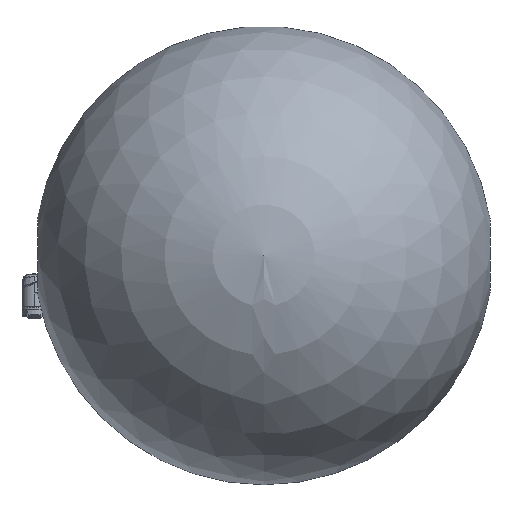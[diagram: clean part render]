
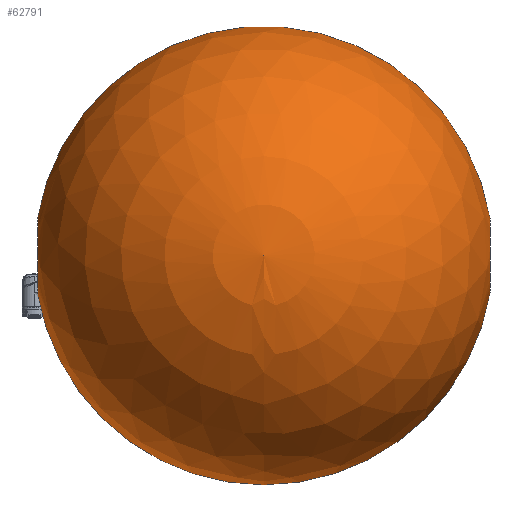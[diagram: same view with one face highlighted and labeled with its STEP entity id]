
A CAD part, left-side view. The second image highlights one B-rep face of the part: STEP entity #62791.
In plain terms, the highlighted spherical face has radius 1100 mm.
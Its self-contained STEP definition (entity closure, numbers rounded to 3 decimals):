
#2244 = CARTESIAN_POINT ( 'NONE',  ( 0., 1085.338, -179. ) ) ;
#9589 = AXIS2_PLACEMENT_3D ( 'NONE', #103966, #21212, #117344 ) ;
#10784 = EDGE_LOOP ( 'NONE', ( #113704, #161652, #94993, #14874 ) ) ;
#14874 = ORIENTED_EDGE ( 'NONE', *, *, #22257, .F. ) ;
#20056 = VERTEX_POINT ( 'NONE', #178833 ) ;
#21212 = DIRECTION ( 'NONE',  ( 0., 1., 0. ) ) ;
#21483 = CARTESIAN_POINT ( 'NONE',  ( 0., 0., 0. ) ) ;
#21652 = FACE_OUTER_BOUND ( 'NONE', #10784, .T. ) ;
#22257 = EDGE_CURVE ( 'NONE', #20056, #97205, #158338, .T. ) ;
#29154 = EDGE_CURVE ( 'NONE', #20056, #113549, #42800, .T. ) ;
#29902 = EDGE_CURVE ( 'NONE', #97205, #97902, #178789, .T. ) ;
#31190 = DIRECTION ( 'NONE',  ( 0., 1., 0. ) ) ;
#36712 = CIRCLE ( 'NONE', #36778, 1100. ) ;
#36778 = AXIS2_PLACEMENT_3D ( 'NONE', #21483, #77061, #88588 ) ;
#42800 = CIRCLE ( 'NONE', #130153, 179. ) ;
#58446 = SPHERICAL_SURFACE ( 'NONE', #138403, 1100. ) ;
#62791 = ADVANCED_FACE ( 'NONE', ( #21652 ), #58446, .T. ) ;
#77061 = DIRECTION ( 'NONE',  ( -1., 0., 0. ) ) ;
#88588 = DIRECTION ( 'NONE',  ( 0., 0., 1. ) ) ;
#94993 = ORIENTED_EDGE ( 'NONE', *, *, #29902, .F. ) ;
#97205 = VERTEX_POINT ( 'NONE', #2244 ) ;
#97902 = VERTEX_POINT ( 'NONE', #109054 ) ;
#102284 = DIRECTION ( 'NONE',  ( 0., 0., -1. ) ) ;
#103966 = CARTESIAN_POINT ( 'NONE',  ( 0., 1085.338, 0. ) ) ;
#109054 = CARTESIAN_POINT ( 'NONE',  ( 0., 1085.338, 179. ) ) ;
#113549 = VERTEX_POINT ( 'NONE', #151573 ) ;
#113704 = ORIENTED_EDGE ( 'NONE', *, *, #29154, .T. ) ;
#116330 = CARTESIAN_POINT ( 'NONE',  ( 0., -1085.338, 0. ) ) ;
#117259 = AXIS2_PLACEMENT_3D ( 'NONE', #130158, #117420, #143476 ) ;
#117344 = DIRECTION ( 'NONE',  ( 0., 0., 1. ) ) ;
#117420 = DIRECTION ( 'NONE',  ( 1., 0., 0. ) ) ;
#130153 = AXIS2_PLACEMENT_3D ( 'NONE', #116330, #31190, #130310 ) ;
#130158 = CARTESIAN_POINT ( 'NONE',  ( 0., 0., 0. ) ) ;
#130310 = DIRECTION ( 'NONE',  ( 0., 0., 1. ) ) ;
#138403 = AXIS2_PLACEMENT_3D ( 'NONE', #139513, #159590, #102284 ) ;
#139513 = CARTESIAN_POINT ( 'NONE',  ( 0., 0., 0. ) ) ;
#143476 = DIRECTION ( 'NONE',  ( 0., 0., -1. ) ) ;
#151573 = CARTESIAN_POINT ( 'NONE',  ( 0., -1085.338, 179. ) ) ;
#158338 = CIRCLE ( 'NONE', #117259, 1100. ) ;
#159590 = DIRECTION ( 'NONE',  ( -1., 0., 0. ) ) ;
#161652 = ORIENTED_EDGE ( 'NONE', *, *, #175133, .T. ) ;
#175133 = EDGE_CURVE ( 'NONE', #113549, #97902, #36712, .T. ) ;
#178789 = CIRCLE ( 'NONE', #9589, 179. ) ;
#178833 = CARTESIAN_POINT ( 'NONE',  ( 0., -1085.338, -179. ) ) ;
